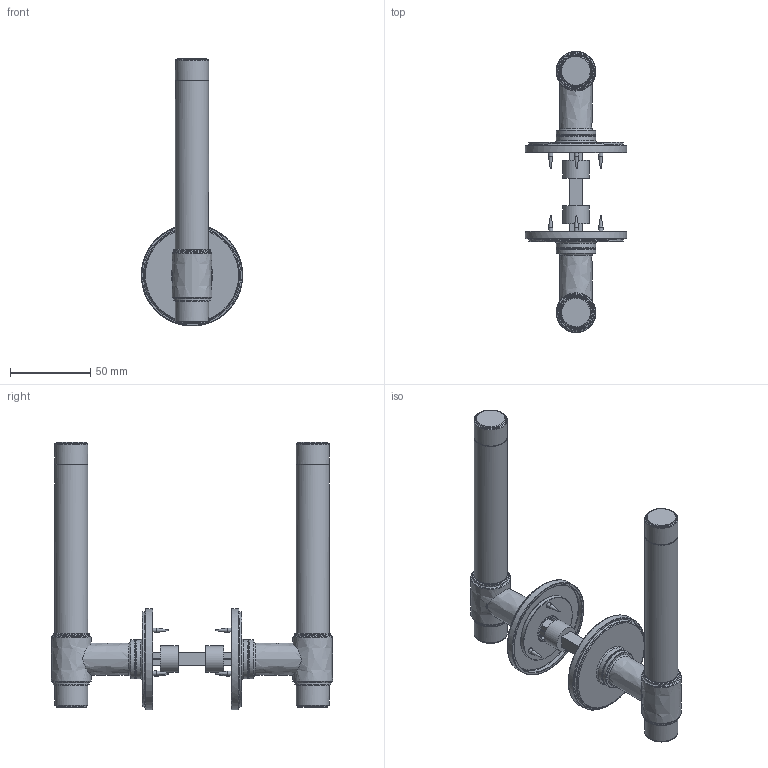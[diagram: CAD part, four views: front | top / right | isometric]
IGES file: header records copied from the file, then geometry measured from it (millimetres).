
Global section: file name: P6984; native system: Autodesk Inventor 2020; preprocessor: unknown; author: camerond; date: 20190809.115221; units: millimetre
Bounding box: 63 x 174.84 x 166.49 mm (x, y, z)
Volume: 144620.5 mm3; surface area: 97648.7 mm2
Topology: 33 solids, 33 shells, 536 faces, 1436 edges, 1000 vertices
Faces by surface type: bspline 536
